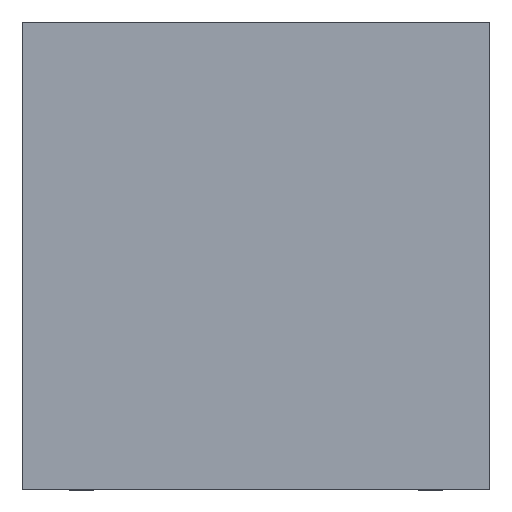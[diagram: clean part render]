
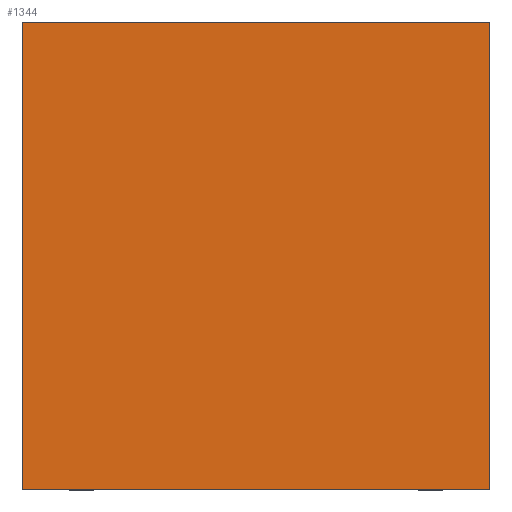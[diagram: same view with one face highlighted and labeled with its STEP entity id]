
A CAD part, top view. The second image highlights one B-rep face of the part: STEP entity #1344.
In plain terms, the highlighted planar face has unit normal (0, 0, 1).
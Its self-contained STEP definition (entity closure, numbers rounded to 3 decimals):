
#73=FACE_OUTER_BOUND('',#141,.T.);
#141=EDGE_LOOP('',(#870,#871,#872,#873));
#205=LINE('',#1908,#370);
#209=LINE('',#1916,#374);
#212=LINE('',#1922,#377);
#215=LINE('',#1927,#380);
#370=VECTOR('',#1545,1.);
#374=VECTOR('',#1551,1.);
#377=VECTOR('',#1556,1.);
#380=VECTOR('',#1561,1.);
#535=VERTEX_POINT('',#1906);
#536=VERTEX_POINT('',#1907);
#539=VERTEX_POINT('',#1915);
#541=VERTEX_POINT('',#1921);
#661=EDGE_CURVE('',#535,#536,#205,.T.);
#665=EDGE_CURVE('',#536,#539,#209,.T.);
#668=EDGE_CURVE('',#539,#541,#212,.T.);
#671=EDGE_CURVE('',#541,#535,#215,.T.);
#870=ORIENTED_EDGE('',*,*,#671,.T.);
#871=ORIENTED_EDGE('',*,*,#661,.T.);
#872=ORIENTED_EDGE('',*,*,#665,.T.);
#873=ORIENTED_EDGE('',*,*,#668,.T.);
#1233=PLANE('',#1442);
#1344=ADVANCED_FACE('',(#73),#1233,.T.);
#1442=AXIS2_PLACEMENT_3D('',#1930,#1565,#1566);
#1545=DIRECTION('',(1.,0.,0.));
#1551=DIRECTION('',(0.,1.,0.));
#1556=DIRECTION('',(-1.,0.,0.));
#1561=DIRECTION('',(0.,-1.,0.));
#1565=DIRECTION('center_axis',(0.,0.,1.));
#1566=DIRECTION('ref_axis',(1.,0.,0.));
#1906=CARTESIAN_POINT('',(-1.,-1.,-0.93));
#1907=CARTESIAN_POINT('',(1.,-1.,-0.93));
#1908=CARTESIAN_POINT('',(-1.,-1.,-0.93));
#1915=CARTESIAN_POINT('',(1.,1.,-0.93));
#1916=CARTESIAN_POINT('',(1.,-1.,-0.93));
#1921=CARTESIAN_POINT('',(-1.,1.,-0.93));
#1922=CARTESIAN_POINT('',(1.,1.,-0.93));
#1927=CARTESIAN_POINT('',(-1.,1.,-0.93));
#1930=CARTESIAN_POINT('Origin',(0.,0.,-0.93));
